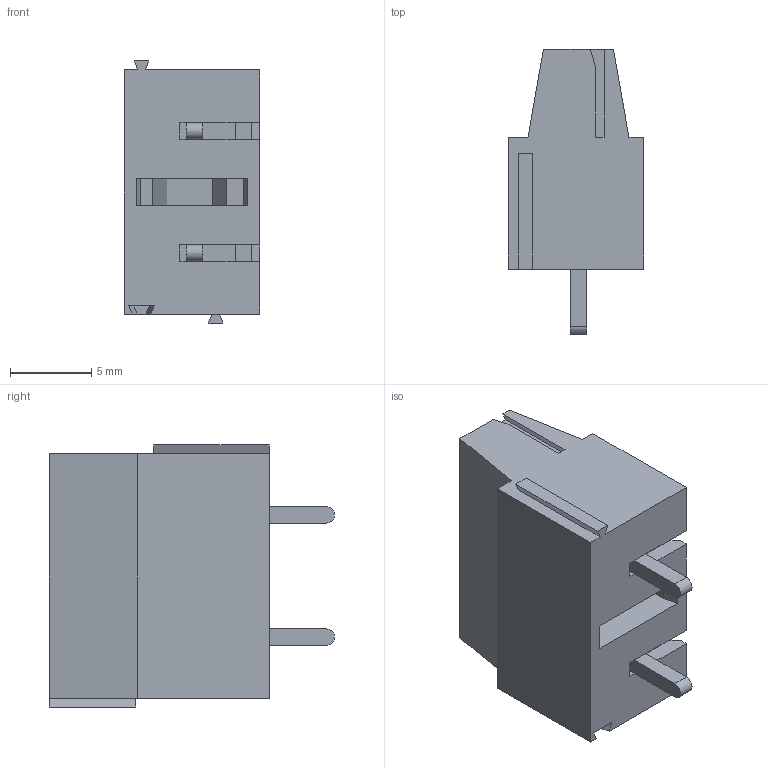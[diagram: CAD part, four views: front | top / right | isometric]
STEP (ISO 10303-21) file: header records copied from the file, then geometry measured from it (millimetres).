
FILE_DESCRIPTION(('STEP AP214'),'1');
FILE_NAME('MVE172-7.5-V.stp','2014-06-13T12:03:56',(' '),(' '),'Spatial InterOp 3D',' ',' ');
FILE_SCHEMA(('automotive_design'));
Length unit declared in the file: metre
Products named in the file (1): 1
Bounding box: 8.3 x 17.51 x 16.1 mm (x, y, z)
Volume: 1088 mm3; surface area: 1879.8 mm2
Topology: 1 solids, 1 shells, 165 faces, 466 edges, 306 vertices
Faces by surface type: plane 141, cylinder 20, cone 2, torus 2
Full cylindrical faces by diameter (mm): 2.5 x2, 2.6 x2, 3.3 x2, 3.4 x4
Entity records: 6503 total; most frequent: CARTESIAN_POINT 920, ORIENTED_EDGE 896, DIRECTION 828, EDGE_CURVE 448, LINE 392, VECTOR 392, VERTEX_POINT 302, AXIS2_PLACEMENT_3D 218
